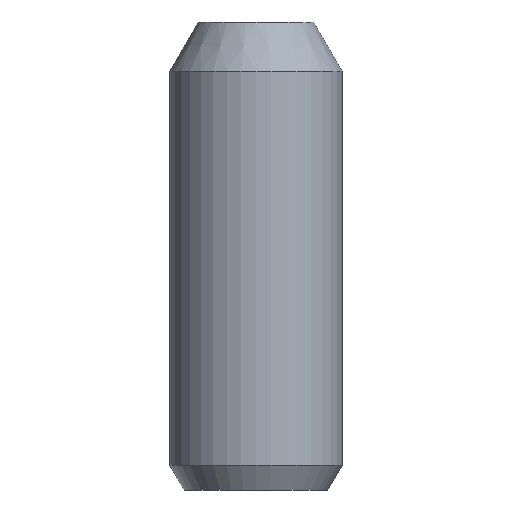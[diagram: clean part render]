
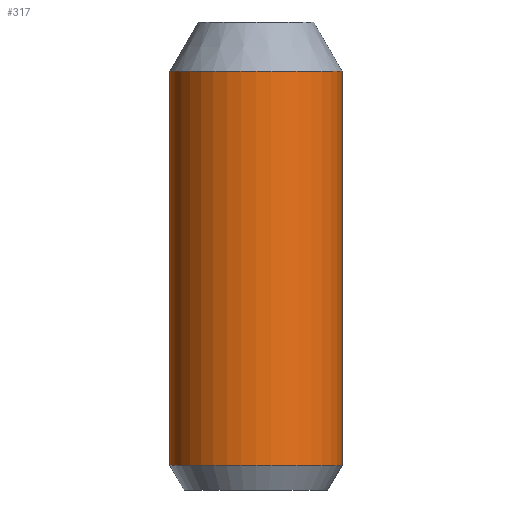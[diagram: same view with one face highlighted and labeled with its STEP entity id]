
A CAD part, front view. The second image highlights one B-rep face of the part: STEP entity #317.
In plain terms, the highlighted cylindrical face has radius 7 mm (diameter 14 mm), a partial arc.
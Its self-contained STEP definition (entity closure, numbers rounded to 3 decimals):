
#5 = EDGE_LOOP ( 'NONE', ( #313, #142, #302, #329 ) ) ;
#25 = LINE ( 'NONE', #108, #79 ) ;
#42 = CARTESIAN_POINT ( 'NONE',  ( 7., 0., 2. ) ) ;
#44 = CARTESIAN_POINT ( 'NONE',  ( 0., 0., 50. ) ) ;
#51 = DIRECTION ( 'NONE',  ( 0., 0., 1. ) ) ;
#61 = EDGE_CURVE ( 'NONE', #115, #304, #129, .T. ) ;
#69 = LINE ( 'NONE', #184, #319 ) ;
#78 = CYLINDRICAL_SURFACE ( 'NONE', #198, 7. ) ;
#79 = VECTOR ( 'NONE', #133, 1000. ) ;
#87 = CARTESIAN_POINT ( 'NONE',  ( 7., 0., 34. ) ) ;
#108 = CARTESIAN_POINT ( 'NONE',  ( -7., 0., 50. ) ) ;
#115 = VERTEX_POINT ( 'NONE', #214 ) ;
#129 = CIRCLE ( 'NONE', #278, 7. ) ;
#133 = DIRECTION ( 'NONE',  ( 0., 0., 1. ) ) ;
#135 = EDGE_CURVE ( 'NONE', #182, #286, #235, .T. ) ;
#142 = ORIENTED_EDGE ( 'NONE', *, *, #135, .T. ) ;
#151 = DIRECTION ( 'NONE',  ( 1., 0., 0. ) ) ;
#157 = DIRECTION ( 'NONE',  ( 1., 0., 0. ) ) ;
#158 = CARTESIAN_POINT ( 'NONE',  ( 0., 0., 2. ) ) ;
#182 = VERTEX_POINT ( 'NONE', #271 ) ;
#184 = CARTESIAN_POINT ( 'NONE',  ( 7., 0., 50. ) ) ;
#198 = AXIS2_PLACEMENT_3D ( 'NONE', #44, #51, #321 ) ;
#204 = EDGE_CURVE ( 'NONE', #286, #304, #69, .T. ) ;
#209 = CARTESIAN_POINT ( 'NONE',  ( 0., 0., 34. ) ) ;
#214 = CARTESIAN_POINT ( 'NONE',  ( -7., 0., 34. ) ) ;
#235 = CIRCLE ( 'NONE', #349, 7. ) ;
#251 = EDGE_CURVE ( 'NONE', #182, #115, #25, .T. ) ;
#260 = DIRECTION ( 'NONE',  ( 0., 0., 1. ) ) ;
#271 = CARTESIAN_POINT ( 'NONE',  ( -7., 0., 2. ) ) ;
#278 = AXIS2_PLACEMENT_3D ( 'NONE', #209, #290, #157 ) ;
#286 = VERTEX_POINT ( 'NONE', #42 ) ;
#290 = DIRECTION ( 'NONE',  ( 0., 0., 1. ) ) ;
#296 = DIRECTION ( 'NONE',  ( 0., 0., 1. ) ) ;
#302 = ORIENTED_EDGE ( 'NONE', *, *, #204, .T. ) ;
#304 = VERTEX_POINT ( 'NONE', #87 ) ;
#313 = ORIENTED_EDGE ( 'NONE', *, *, #251, .F. ) ;
#317 = ADVANCED_FACE ( 'NONE', ( #354 ), #78, .T. ) ;
#319 = VECTOR ( 'NONE', #296, 1000. ) ;
#321 = DIRECTION ( 'NONE',  ( 1., 0., 0. ) ) ;
#329 = ORIENTED_EDGE ( 'NONE', *, *, #61, .F. ) ;
#349 = AXIS2_PLACEMENT_3D ( 'NONE', #158, #260, #151 ) ;
#354 = FACE_OUTER_BOUND ( 'NONE', #5, .T. ) ;
